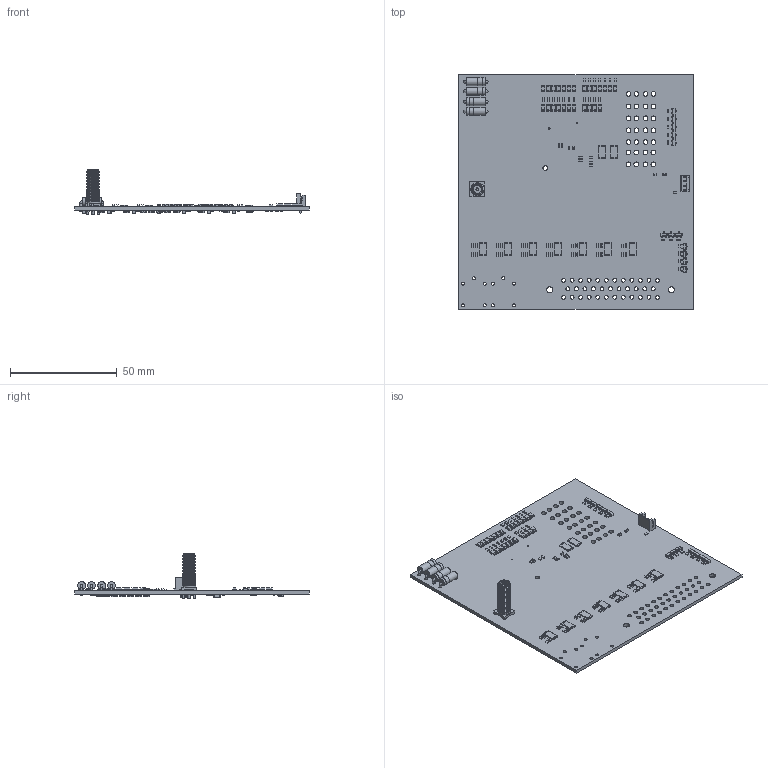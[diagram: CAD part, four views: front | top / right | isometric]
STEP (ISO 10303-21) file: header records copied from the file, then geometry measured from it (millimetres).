
FILE_DESCRIPTION(('KiCad electronic assembly'),'2;1');
FILE_NAME('AR20_PDM_v1.step','2020-01-25T03:16:28',('An Author'),( 'A Company'),'Open CASCADE STEP processor 6.9', 'KiCad to STEP converter','Unknown');
FILE_SCHEMA(('AUTOMOTIVE_DESIGN { 1 0 10303 214 1 1 1 1 }'));
Length unit declared in the file: millimetre
Products named in the file (20): Open CASCADE STEP translator 6.9 1; R_0603_1608Metric; SOLID; SOT-23; C_0603_1608Metric; C_1206_3216Metric; D_5W_P10.16mm_Horizontal; LED_1206_3216Metric; SMA_Amphenol_132291_Vertical; R_2512_6332Metric; JST_EH_B2B-EH-A_1x02_P2.50mm_Vertical; COMPOUND
Assembly tree (212 placements, depth 3):
  Open CASCADE STEP translator 6.9 1
    R_0603_1608Metric  x89
      SOLID
    SOT-23  x30
      SOLID
    C_0603_1608Metric  x34
      SOLID
    C_1206_3216Metric  x7
      SOLID
    D_5W_P10.16mm_Horizontal  x4
      SOLID
    LED_1206_3216Metric  x25
      SOLID
    SMA_Amphenol_132291_Vertical
      SOLID
    R_2512_6332Metric  x11
      SOLID
    JST_EH_B2B-EH-A_1x02_P2.50mm_Vertical
      SOLID
    COMPOUND
Bounding box: 109.98 x 110 x 21.52 mm (x, y, z)
Volume: 20409 mm3; surface area: 29333.1 mm2
Topology: 203 solids, 203 shells, 7648 faces, 19351 edges, 12243 vertices
Faces by surface type: plane 4773, cylinder 2012, bspline 810, cone 45, torus 8
Full cylindrical faces by diameter (mm): 0.7 x2, 0.96 x1, 1 x2, 1.1 x8, 1.27 x1, 1.4 x8, 1.45 x10, 1.5 x1, 1.7 x4, 1.8 x35, 2.2 x29, 2.85 x2, 3.7 x8, 3.72 x4, 3.8 x1, 4.06 x1, 4.65 x1, 5.3 x21, 6.19 x21
Entity records: 42134 total; most frequent: CARTESIAN_POINT 8495, DIRECTION 5810, LINE 3396, VECTOR 3396, ORIENTED_EDGE 2820, PCURVE 2820, DEFINITIONAL_REPRESENTATION 2820, EDGE_CURVE 1410
